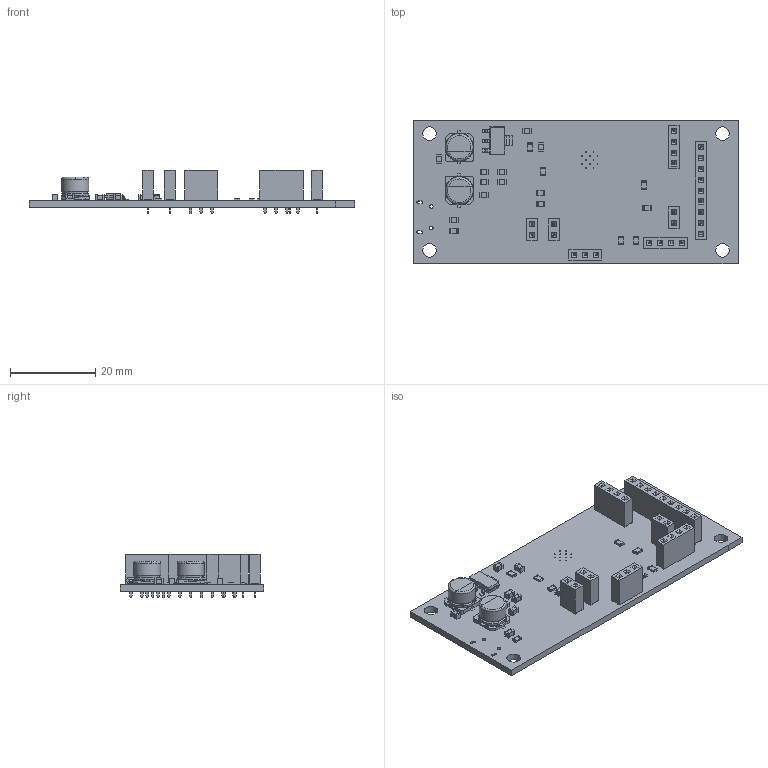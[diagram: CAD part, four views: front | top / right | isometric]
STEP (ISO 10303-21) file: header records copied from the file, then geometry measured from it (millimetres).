
FILE_DESCRIPTION(('KiCad electronic assembly'),'2;1');
FILE_NAME('mainboard.step','2021-03-16T21:02:20',('An Author'),( 'A Company'),'Open CASCADE STEP processor 6.9', 'KiCad to STEP converter','Unknown');
FILE_SCHEMA(('AUTOMOTIVE_DESIGN { 1 0 10303 214 1 1 1 1 }'));
Length unit declared in the file: millimetre
Products named in the file (20): Open CASCADE STEP translator 6.9 1; PinSocket_1x03_P2.54mm_Vertical; SOLID; CP_Elec_6.3x5.4; PinSocket_1x04_P2.54mm_Vertical; C_0805_2012Metric; LED_0805_2012Metric; R_0805_2012Metric; PinSocket_1x02_P2.54mm_Vertical; PinSocket_1x09_P2.54mm_Vertical; SOT-223; COMPOUND
Assembly tree (38 placements, depth 3):
  Open CASCADE STEP translator 6.9 1
    PinSocket_1x03_P2.54mm_Vertical
      SOLID
    CP_Elec_6.3x5.4  x2
      SOLID
    PinSocket_1x04_P2.54mm_Vertical  x2
      SOLID
    C_0805_2012Metric  x9
      SOLID
    LED_0805_2012Metric
      SOLID
    R_0805_2012Metric  x8
      SOLID
    PinSocket_1x02_P2.54mm_Vertical  x3
      SOLID
    PinSocket_1x09_P2.54mm_Vertical
      SOLID
    SOT-223
      SOLID
    COMPOUND
Bounding box: 76.2 x 33.66 x 10.1 mm (x, y, z)
Volume: 5530.5 mm3; surface area: 8392.7 mm2
Topology: 29 solids, 29 shells, 1607 faces, 4156 edges, 2706 vertices
Faces by surface type: plane 1313, cylinder 264, bspline 20, torus 8, revolution 2
Full cylindrical faces by diameter (mm): 0.2 x12, 0.85 x2, 1 x26, 3.2 x4, 6.3 x4
Entity records: 63438 total; most frequent: CARTESIAN_POINT 10710, DIRECTION 8674, LINE 6387, VECTOR 6387, ORIENTED_EDGE 4578, PCURVE 4578, DEFINITIONAL_REPRESENTATION 4578, EDGE_CURVE 2289
